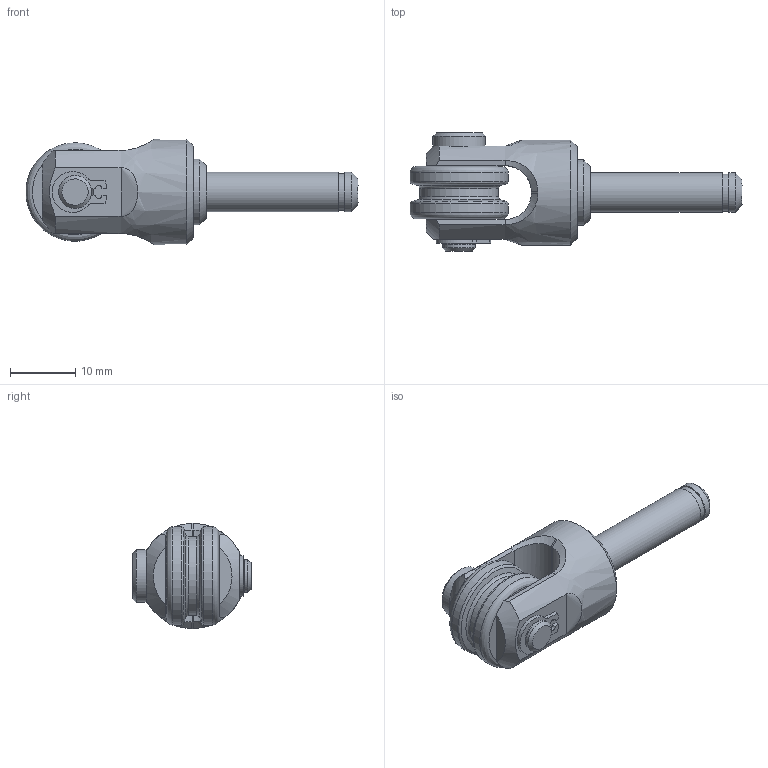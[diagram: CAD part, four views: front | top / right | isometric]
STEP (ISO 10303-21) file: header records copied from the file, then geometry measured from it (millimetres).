
FILE_DESCRIPTION(('FreeCAD Model'),'2;1');
FILE_NAME('Open CASCADE Shape Model','2025-05-09T06:48:48',('FreeCAD'),( 'FreeCAD'),'Open CASCADE STEP processor 7.6','FreeCAD','Unknown');
FILE_SCHEMA(('AUTOMOTIVE_DESIGN { 1 0 10303 214 1 1 1 1 }'));
Length unit declared in the file: millimetre
Products named in the file (1): Open CASCADE STEP translator 7.6 1
Bounding box: 51.07 x 18.17 x 16.15 mm (x, y, z)
Volume: 4837.8 mm3; surface area: 3376.8 mm2
Topology: 4 solids, 4 shells, 85 faces, 180 edges, 111 vertices
Faces by surface type: bspline 85
Entity records: 3457 total; most frequent: CARTESIAN_POINT 2362, ORIENTED_EDGE 360, EDGE_CURVE 180, VERTEX_POINT 111, B_SPLINE_CURVE_WITH_KNOTS 102, FACE_BOUND 99, EDGE_LOOP 99, ADVANCED_FACE 85
